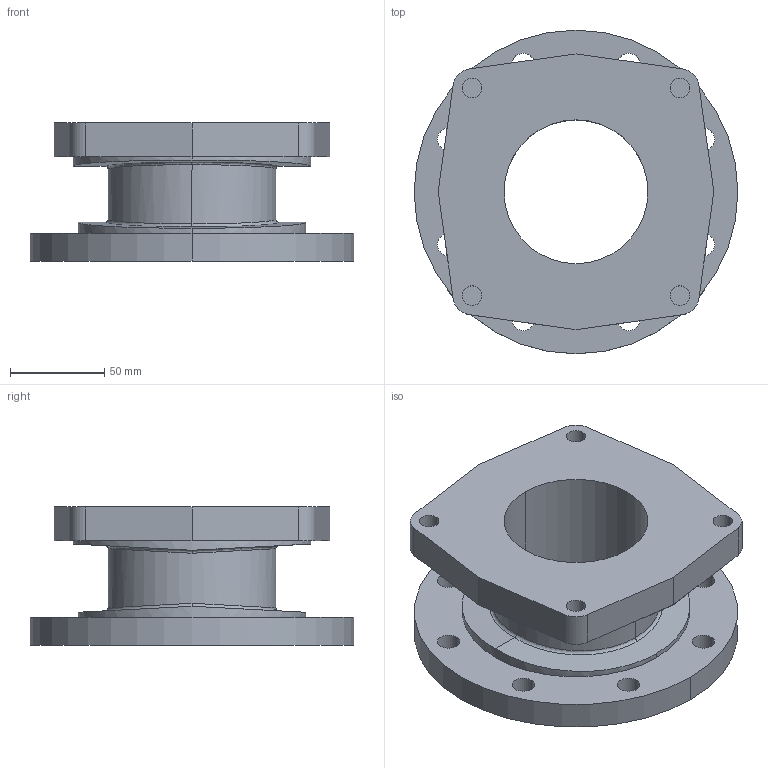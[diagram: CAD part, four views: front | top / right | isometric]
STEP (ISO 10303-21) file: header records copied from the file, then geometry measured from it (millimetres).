
FILE_DESCRIPTION((''),'2;1');
FILE_NAME('D17999_PRT','2006-12-14T',('work1'),(''),'PRO/ENGINEER BY PARAMETRIC TECHNOLOGY CORPORATION, 2005110','PRO/ENGINEER BY PARAMETRIC TECHNOLOGY CORPORATION, 2005110','');
FILE_SCHEMA(('CONFIG_CONTROL_DESIGN'));
Length unit declared in the file: inch
Products named in the file (1): D17999_PRT
Bounding box: 171.45 x 171.45 x 73.15 mm (x, y, z)
Volume: 613152.2 mm3; surface area: 112129 mm2
Topology: 1 solids, 1 shells, 66 faces, 176 edges, 114 vertices
Faces by surface type: cylinder 42, plane 16, bspline 8
Entity records: 3022 total; most frequent: CARTESIAN_POINT 1326, ORIENTED_EDGE 352, DIRECTION 322, EDGE_CURVE 176, AXIS2_PLACEMENT_3D 126, VERTEX_POINT 114, EDGE_LOOP 94, VECTOR 70
